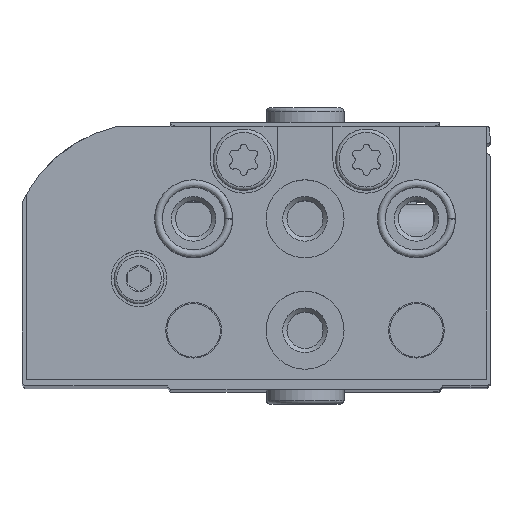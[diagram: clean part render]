
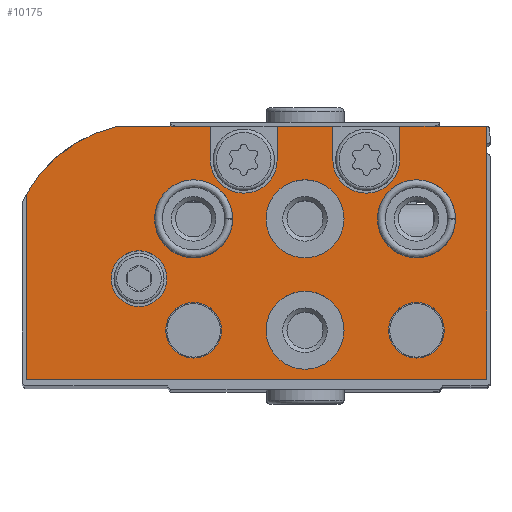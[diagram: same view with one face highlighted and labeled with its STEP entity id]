
A CAD part, top view. The second image highlights one B-rep face of the part: STEP entity #10175.
In plain terms, the highlighted face is planar.
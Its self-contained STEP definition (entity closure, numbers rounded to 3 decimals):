
#1058=LINE('',#17290,#1847);
#1062=LINE('',#17298,#1851);
#1066=LINE('',#17304,#1855);
#1069=LINE('',#17324,#1858);
#1070=LINE('',#17328,#1859);
#1071=LINE('',#17331,#1860);
#1072=LINE('',#17333,#1861);
#1073=LINE('',#17335,#1862);
#1074=LINE('',#17336,#1863);
#1075=LINE('',#17340,#1864);
#1847=VECTOR('',#13998,1000.);
#1851=VECTOR('',#14002,1000.);
#1855=VECTOR('',#14006,1000.);
#1858=VECTOR('',#14025,1000.);
#1859=VECTOR('',#14028,1000.);
#1860=VECTOR('',#14031,1000.);
#1861=VECTOR('',#14032,1000.);
#1862=VECTOR('',#14033,1000.);
#1863=VECTOR('',#14034,1000.);
#1864=VECTOR('',#14037,1000.);
#3943=ORIENTED_EDGE('',*,*,#5805,.T.);
#3944=ORIENTED_EDGE('',*,*,#5806,.T.);
#3945=ORIENTED_EDGE('',*,*,#5807,.T.);
#3946=ORIENTED_EDGE('',*,*,#5808,.T.);
#3947=ORIENTED_EDGE('',*,*,#5809,.T.);
#3948=ORIENTED_EDGE('',*,*,#5810,.T.);
#3949=ORIENTED_EDGE('',*,*,#5811,.T.);
#3950=ORIENTED_EDGE('',*,*,#5812,.T.);
#3951=ORIENTED_EDGE('',*,*,#5813,.T.);
#3952=ORIENTED_EDGE('',*,*,#5814,.T.);
#3953=ORIENTED_EDGE('',*,*,#5802,.F.);
#3954=ORIENTED_EDGE('',*,*,#5815,.F.);
#3955=ORIENTED_EDGE('',*,*,#5816,.F.);
#3956=ORIENTED_EDGE('',*,*,#5817,.F.);
#3957=ORIENTED_EDGE('',*,*,#5818,.F.);
#3958=ORIENTED_EDGE('',*,*,#5798,.F.);
#3959=ORIENTED_EDGE('',*,*,#5819,.T.);
#3960=ORIENTED_EDGE('',*,*,#5820,.T.);
#3961=ORIENTED_EDGE('',*,*,#5821,.T.);
#3962=ORIENTED_EDGE('',*,*,#5794,.F.);
#5794=EDGE_CURVE('',#6914,#6915,#1058,.T.);
#5798=EDGE_CURVE('',#6918,#6919,#1062,.T.);
#5802=EDGE_CURVE('',#6920,#6921,#1066,.T.);
#5805=EDGE_CURVE('',#6923,#6923,#7525,.T.);
#5806=EDGE_CURVE('',#6924,#6924,#7526,.T.);
#5807=EDGE_CURVE('',#6925,#6925,#7527,.T.);
#5808=EDGE_CURVE('',#6926,#6926,#7528,.T.);
#5809=EDGE_CURVE('',#6927,#6927,#7529,.T.);
#5810=EDGE_CURVE('',#6928,#6928,#7530,.T.);
#5811=EDGE_CURVE('',#6929,#6929,#7531,.T.);
#5812=EDGE_CURVE('',#6914,#6930,#1069,.T.);
#5813=EDGE_CURVE('',#6930,#6931,#7532,.T.);
#5814=EDGE_CURVE('',#6931,#6921,#1070,.T.);
#5815=EDGE_CURVE('',#6932,#6920,#7533,.T.);
#5816=EDGE_CURVE('',#6933,#6932,#1071,.T.);
#5817=EDGE_CURVE('',#6934,#6933,#1072,.T.);
#5818=EDGE_CURVE('',#6919,#6934,#1073,.T.);
#5819=EDGE_CURVE('',#6918,#6935,#1074,.T.);
#5820=EDGE_CURVE('',#6935,#6936,#7534,.T.);
#5821=EDGE_CURVE('',#6936,#6915,#1075,.T.);
#6914=VERTEX_POINT('',#17289);
#6915=VERTEX_POINT('',#17291);
#6918=VERTEX_POINT('',#17297);
#6919=VERTEX_POINT('',#17299);
#6920=VERTEX_POINT('',#17303);
#6921=VERTEX_POINT('',#17305);
#6923=VERTEX_POINT('',#17311);
#6924=VERTEX_POINT('',#17313);
#6925=VERTEX_POINT('',#17315);
#6926=VERTEX_POINT('',#17317);
#6927=VERTEX_POINT('',#17319);
#6928=VERTEX_POINT('',#17321);
#6929=VERTEX_POINT('',#17323);
#6930=VERTEX_POINT('',#17325);
#6931=VERTEX_POINT('',#17327);
#6932=VERTEX_POINT('',#17330);
#6933=VERTEX_POINT('',#17332);
#6934=VERTEX_POINT('',#17334);
#6935=VERTEX_POINT('',#17337);
#6936=VERTEX_POINT('',#17339);
#7525=CIRCLE('',#11474,2.5);
#7526=CIRCLE('',#11475,3.5);
#7527=CIRCLE('',#11476,3.5);
#7528=CIRCLE('',#11477,3.5);
#7529=CIRCLE('',#11478,3.5);
#7530=CIRCLE('',#11479,2.5);
#7531=CIRCLE('',#11480,2.5);
#7532=CIRCLE('',#11481,3.);
#7533=CIRCLE('',#11482,12.5);
#7534=CIRCLE('',#11483,3.);
#8264=EDGE_LOOP('',(#3943));
#8265=EDGE_LOOP('',(#3944));
#8266=EDGE_LOOP('',(#3945));
#8267=EDGE_LOOP('',(#3946));
#8268=EDGE_LOOP('',(#3947));
#8269=EDGE_LOOP('',(#3948));
#8270=EDGE_LOOP('',(#3949));
#8271=EDGE_LOOP('',(#3950,#3951,#3952,#3953,#3954,#3955,#3956,#3957,#3958,
#3959,#3960,#3961,#3962));
#9149=FACE_BOUND('',#8264,.T.);
#9150=FACE_BOUND('',#8265,.T.);
#9151=FACE_BOUND('',#8266,.T.);
#9152=FACE_BOUND('',#8267,.T.);
#9153=FACE_BOUND('',#8268,.T.);
#9154=FACE_BOUND('',#8269,.T.);
#9155=FACE_BOUND('',#8270,.T.);
#9156=FACE_BOUND('',#8271,.T.);
#9689=PLANE('',#11473);
#10175=ADVANCED_FACE('',(#9149,#9150,#9151,#9152,#9153,#9154,#9155,#9156),
#9689,.F.);
#11473=AXIS2_PLACEMENT_3D('',#17309,#14009,#14010);
#11474=AXIS2_PLACEMENT_3D('',#17310,#14011,#14012);
#11475=AXIS2_PLACEMENT_3D('',#17312,#14013,#14014);
#11476=AXIS2_PLACEMENT_3D('',#17314,#14015,#14016);
#11477=AXIS2_PLACEMENT_3D('',#17316,#14017,#14018);
#11478=AXIS2_PLACEMENT_3D('',#17318,#14019,#14020);
#11479=AXIS2_PLACEMENT_3D('',#17320,#14021,#14022);
#11480=AXIS2_PLACEMENT_3D('',#17322,#14023,#14024);
#11481=AXIS2_PLACEMENT_3D('',#17326,#14026,#14027);
#11482=AXIS2_PLACEMENT_3D('',#17329,#14029,#14030);
#11483=AXIS2_PLACEMENT_3D('',#17338,#14035,#14036);
#13998=DIRECTION('',(-1.,0.,0.));
#14002=DIRECTION('',(-1.,0.,0.));
#14006=DIRECTION('',(-1.,0.,0.));
#14009=DIRECTION('',(0.,0.,1.));
#14010=DIRECTION('',(1.,0.,0.));
#14011=DIRECTION('',(0.,0.,1.));
#14012=DIRECTION('',(1.,0.,0.));
#14013=DIRECTION('',(0.,0.,1.));
#14014=DIRECTION('',(1.,0.,0.));
#14015=DIRECTION('',(0.,0.,1.));
#14016=DIRECTION('',(1.,0.,0.));
#14017=DIRECTION('',(0.,0.,1.));
#14018=DIRECTION('',(1.,0.,0.));
#14019=DIRECTION('',(0.,0.,1.));
#14020=DIRECTION('',(1.,0.,0.));
#14021=DIRECTION('',(0.,0.,1.));
#14022=DIRECTION('',(1.,0.,0.));
#14023=DIRECTION('',(0.,0.,1.));
#14024=DIRECTION('',(1.,0.,0.));
#14025=DIRECTION('',(0.,-1.,0.));
#14026=DIRECTION('',(0.,0.,1.));
#14027=DIRECTION('',(1.,0.,0.));
#14028=DIRECTION('',(0.,1.,0.));
#14029=DIRECTION('',(0.,0.,1.));
#14030=DIRECTION('',(1.,0.,0.));
#14031=DIRECTION('',(0.,1.,0.));
#14032=DIRECTION('',(1.,0.,0.));
#14033=DIRECTION('',(0.,-1.,0.));
#14034=DIRECTION('',(0.,-1.,0.));
#14035=DIRECTION('',(0.,0.,1.));
#14036=DIRECTION('',(1.,0.,0.));
#14037=DIRECTION('',(0.,1.,0.));
#17289=CARTESIAN_POINT('',(18.8,22.7,0.));
#17290=CARTESIAN_POINT('',(33.122,22.7,0.));
#17291=CARTESIAN_POINT('',(13.8,22.7,0.));
#17297=CARTESIAN_POINT('',(7.8,22.7,0.));
#17298=CARTESIAN_POINT('',(33.122,22.7,0.));
#17299=CARTESIAN_POINT('',(0.,22.7,0.));
#17303=CARTESIAN_POINT('',(33.122,22.7,0.));
#17304=CARTESIAN_POINT('',(33.122,22.7,0.));
#17305=CARTESIAN_POINT('',(24.8,22.7,0.));
#17309=CARTESIAN_POINT('',(30.4,10.5,0.));
#17310=CARTESIAN_POINT('',(31.2,9.03,0.));
#17311=CARTESIAN_POINT('',(33.7,9.03,0.));
#17312=CARTESIAN_POINT('',(26.3,14.4,0.));
#17313=CARTESIAN_POINT('',(29.8,14.4,0.));
#17314=CARTESIAN_POINT('',(16.3,14.4,0.));
#17315=CARTESIAN_POINT('',(19.8,14.4,0.));
#17316=CARTESIAN_POINT('',(6.3,14.4,0.));
#17317=CARTESIAN_POINT('',(9.8,14.4,0.));
#17318=CARTESIAN_POINT('',(16.3,4.4,0.));
#17319=CARTESIAN_POINT('',(19.8,4.4,0.));
#17320=CARTESIAN_POINT('',(26.3,4.4,0.));
#17321=CARTESIAN_POINT('',(28.8,4.4,0.));
#17322=CARTESIAN_POINT('',(6.3,4.4,0.));
#17323=CARTESIAN_POINT('',(8.8,4.4,0.));
#17324=CARTESIAN_POINT('',(18.8,22.7,0.));
#17325=CARTESIAN_POINT('',(18.8,19.7,0.));
#17326=CARTESIAN_POINT('',(21.8,19.7,0.));
#17327=CARTESIAN_POINT('',(24.8,19.7,0.));
#17328=CARTESIAN_POINT('',(24.8,19.7,0.));
#17329=CARTESIAN_POINT('',(30.4,10.5,0.));
#17330=CARTESIAN_POINT('',(41.3,16.619,0.));
#17331=CARTESIAN_POINT('',(41.3,0.,0.));
#17332=CARTESIAN_POINT('',(41.3,0.,0.));
#17333=CARTESIAN_POINT('',(0.,0.,0.));
#17334=CARTESIAN_POINT('',(0.,0.,0.));
#17335=CARTESIAN_POINT('',(0.,22.7,0.));
#17336=CARTESIAN_POINT('',(7.8,22.7,0.));
#17337=CARTESIAN_POINT('',(7.8,19.7,0.));
#17338=CARTESIAN_POINT('',(10.8,19.7,0.));
#17339=CARTESIAN_POINT('',(13.8,19.7,0.));
#17340=CARTESIAN_POINT('',(13.8,19.7,0.));
